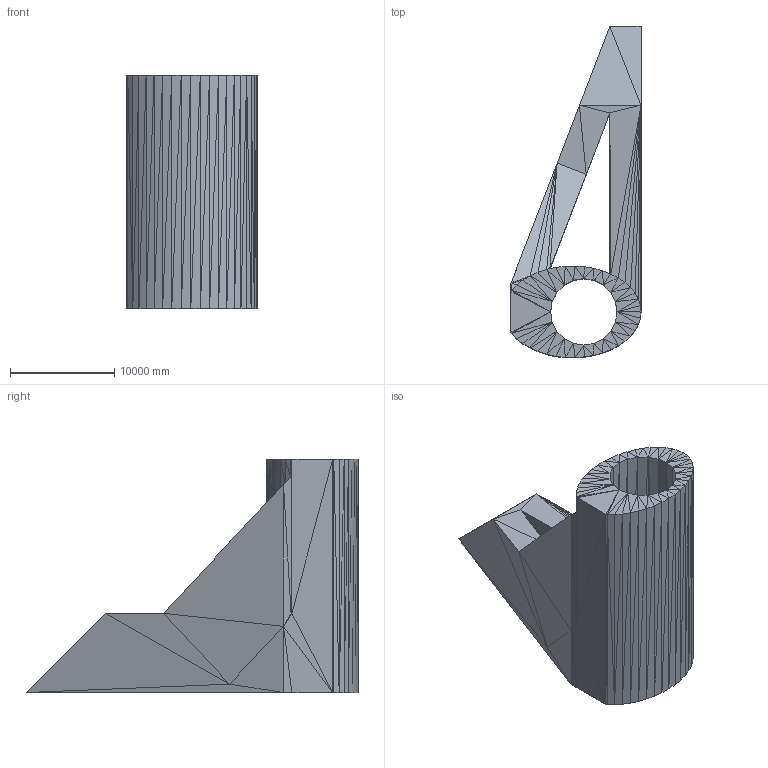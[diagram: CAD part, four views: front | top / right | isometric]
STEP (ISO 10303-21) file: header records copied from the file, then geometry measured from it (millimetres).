
FILE_DESCRIPTION(('Open CASCADE Model'),'2;1');
FILE_NAME('Open CASCADE Shape Model','2017-03-31T21:01:36',('Author'),( 'Open CASCADE'),'Open CASCADE STEP processor 7.0','Open CASCADE 7.0' ,'Unknown');
FILE_SCHEMA(('AUTOMOTIVE_DESIGN { 1 0 10303 214 1 1 1 1 }'));
Length unit declared in the file: metre
Products named in the file (1): Open CASCADE STEP translator 7.0 19
Bounding box: 12500 x 31912.32 x 22400 mm (x, y, z)
Surface area: 2254192518.1 mm2 (no closed solid volume)
Topology: 0 solids, 1 shells, 326 faces, 489 edges, 161 vertices
Faces by surface type: plane 326
Entity records: 12239 total; most frequent: CARTESIAN_POINT 2444, DIRECTION 1632, ORIENTED_EDGE 978, LINE 978, VECTOR 978, PCURVE 978, DEFINITIONAL_REPRESENTATION 978, EDGE_CURVE 489
